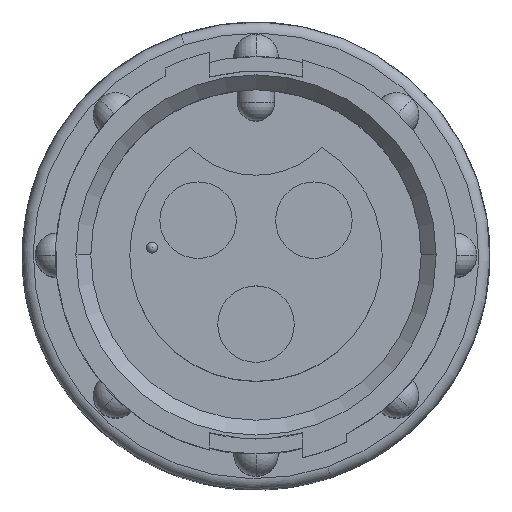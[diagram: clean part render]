
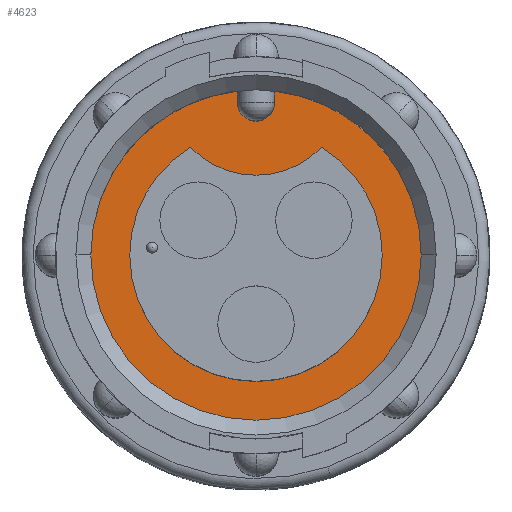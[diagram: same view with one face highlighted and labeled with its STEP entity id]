
A CAD part, top view. The second image highlights one B-rep face of the part: STEP entity #4623.
In plain terms, the highlighted planar face has unit normal (0, 0, 1).
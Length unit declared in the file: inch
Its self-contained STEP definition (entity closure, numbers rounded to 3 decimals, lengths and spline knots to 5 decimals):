
#210 = CARTESIAN_POINT ( 'NONE',  ( 0., 0., -0.27 ) ) ;
#214 = DIRECTION ( 'NONE',  ( 0., 0., 1. ) ) ;
#215 = DIRECTION ( 'NONE',  ( 1., 0., 0. ) ) ;
#972 = CARTESIAN_POINT ( 'NONE',  ( 0., 0.2055, -0.27 ) ) ;
#976 = DIRECTION ( 'NONE',  ( 0., 0., -1. ) ) ;
#977 = DIRECTION ( 'NONE',  ( 1., 0., 0. ) ) ;
#978 = CARTESIAN_POINT ( 'NONE',  ( 0., 0., -0.27 ) ) ;
#985 = LINE ( 'NONE', #986, #5655 ) ;
#986 = CARTESIAN_POINT ( 'NONE',  ( 0.025, 0.22109, -0.27 ) ) ;
#987 = DIRECTION ( 'NONE',  ( 0., -1., 0. ) ) ;
#991 = DIRECTION ( 'NONE',  ( 0., 0., 1. ) ) ;
#992 = DIRECTION ( 'NONE',  ( 1., 0., 0. ) ) ;
#993 = CARTESIAN_POINT ( 'NONE',  ( 0., 0., -0.27 ) ) ;
#997 = DIRECTION ( 'NONE',  ( 0., 0., 1. ) ) ;
#998 = DIRECTION ( 'NONE',  ( 1., 0., 0. ) ) ;
#1000 = LINE ( 'NONE', #1001, #5661 ) ;
#1001 = CARTESIAN_POINT ( 'NONE',  ( -0.025, 0.2055, -0.27 ) ) ;
#1002 = DIRECTION ( 'NONE',  ( 0., 1., 0. ) ) ;
#2141 = CARTESIAN_POINT ( 'NONE',  ( 0., 0., -0.27 ) ) ;
#2142 = DIRECTION ( 'NONE',  ( 0., 0., 1. ) ) ;
#2143 = DIRECTION ( 'NONE',  ( 1., 0., 0. ) ) ;
#2144 = CARTESIAN_POINT ( 'NONE',  ( 0., 0.2295, -0.27 ) ) ;
#2145 = DIRECTION ( 'NONE',  ( 0., 0., -1. ) ) ;
#2146 = DIRECTION ( 'NONE',  ( 1., 0., 0. ) ) ;
#2397 = AXIS2_PLACEMENT_3D ( 'NONE', #2141, #2142, #2143 ) ;
#2412 = AXIS2_PLACEMENT_3D ( 'NONE', #2144, #2145, #2146 ) ;
#2621 = AXIS2_PLACEMENT_3D ( 'NONE', #3827, #3828, #3829 ) ;
#2629 = AXIS2_PLACEMENT_3D ( 'NONE', #3928, #3938, #3939 ) ;
#2663 = CIRCLE ( 'NONE', #5649, 0.2225 ) ;
#2665 = CIRCLE ( 'NONE', #5651, 0.025 ) ;
#2668 = CIRCLE ( 'NONE', #5644, 0.2225 ) ;
#3827 = CARTESIAN_POINT ( 'NONE',  ( 0., 0., -0.27 ) ) ;
#3828 = DIRECTION ( 'NONE',  ( 0., 0., 1. ) ) ;
#3829 = DIRECTION ( 'NONE',  ( 1., 0., 0. ) ) ;
#3841 = CIRCLE ( 'NONE', #2397, 0.17 ) ;
#3843 = CIRCLE ( 'NONE', #2412, 0.122 ) ;
#3894 = CIRCLE ( 'NONE', #2621, 0.17 ) ;
#3898 = CIRCLE ( 'NONE', #2629, 0.17 ) ;
#3928 = CARTESIAN_POINT ( 'NONE',  ( 0., 0., -0.27 ) ) ;
#3938 = DIRECTION ( 'NONE',  ( 0., 0., 1. ) ) ;
#3939 = DIRECTION ( 'NONE',  ( 1., 0., 0. ) ) ;
#3994 = CARTESIAN_POINT ( 'NONE',  ( 0.2225, 0., -0.27 ) ) ;
#4007 = CARTESIAN_POINT ( 'NONE',  ( 0.17, 0., -0.27 ) ) ;
#4102 = CARTESIAN_POINT ( 'NONE',  ( -0.08827, 0.14529, -0.27 ) ) ;
#4146 = CARTESIAN_POINT ( 'NONE',  ( -0.17, 0., -0.27 ) ) ;
#4177 = CARTESIAN_POINT ( 'NONE',  ( -0.2225, 0., -0.27 ) ) ;
#4199 = CARTESIAN_POINT ( 'NONE',  ( 0.08827, 0.14529, -0.27 ) ) ;
#4334 = CARTESIAN_POINT ( 'NONE',  ( -0.025, 0.2055, -0.27 ) ) ;
#4337 = CARTESIAN_POINT ( 'NONE',  ( 0.025, 0.2055, -0.27 ) ) ;
#4362 = VERTEX_POINT ( 'NONE', #4334 ) ;
#4500 = VERTEX_POINT ( 'NONE', #4337 ) ;
#4508 = VERTEX_POINT ( 'NONE', #6805 ) ;
#4513 = VERTEX_POINT ( 'NONE', #6807 ) ;
#4623 = ADVANCED_FACE ( 'NONE', ( #5413, #5418 ), #8949, .T. ) ;
#4680 = EDGE_CURVE ( 'NONE', #5966, #5742, #5181, .T. ) ;
#4877 = EDGE_CURVE ( 'NONE', #4500, #4362, #2665, .T. ) ;
#4880 = EDGE_CURVE ( 'NONE', #4513, #4500, #985, .T. ) ;
#4882 = EDGE_CURVE ( 'NONE', #4508, #5966, #2663, .T. ) ;
#4884 = EDGE_CURVE ( 'NONE', #5742, #4513, #2668, .T. ) ;
#4885 = EDGE_CURVE ( 'NONE', #4362, #4508, #1000, .T. ) ;
#5029 = EDGE_CURVE ( 'NONE', #5756, #5988, #3841, .T. ) ;
#5030 = EDGE_CURVE ( 'NONE', #5988, #5872, #3843, .T. ) ;
#5129 = EDGE_CURVE ( 'NONE', #5872, #5923, #3894, .T. ) ;
#5139 = EDGE_CURVE ( 'NONE', #5923, #5756, #3898, .T. ) ;
#5181 = CIRCLE ( 'NONE', #5485, 0.2225 ) ;
#5413 = FACE_OUTER_BOUND ( 'NONE', #6054, .T. ) ;
#5418 = FACE_BOUND ( 'NONE', #6056, .T. ) ;
#5420 = AXIS2_PLACEMENT_3D ( 'NONE', #8950, #8951, #8952 ) ;
#5485 = AXIS2_PLACEMENT_3D ( 'NONE', #210, #214, #215 ) ;
#5644 = AXIS2_PLACEMENT_3D ( 'NONE', #993, #997, #998 ) ;
#5649 = AXIS2_PLACEMENT_3D ( 'NONE', #978, #991, #992 ) ;
#5651 = AXIS2_PLACEMENT_3D ( 'NONE', #972, #976, #977 ) ;
#5655 = VECTOR ( 'NONE', #987, 39.37008 ) ;
#5661 = VECTOR ( 'NONE', #1002, 39.37008 ) ;
#5742 = VERTEX_POINT ( 'NONE', #3994 ) ;
#5756 = VERTEX_POINT ( 'NONE', #4007 ) ;
#5872 = VERTEX_POINT ( 'NONE', #4102 ) ;
#5923 = VERTEX_POINT ( 'NONE', #4146 ) ;
#5966 = VERTEX_POINT ( 'NONE', #4177 ) ;
#5988 = VERTEX_POINT ( 'NONE', #4199 ) ;
#6054 = EDGE_LOOP ( 'NONE', ( #6727, #6748, #6738, #6721, #6742, #6740 ) ) ;
#6056 = EDGE_LOOP ( 'NONE', ( #6731, #6749, #6746, #6702 ) ) ;
#6702 = ORIENTED_EDGE ( 'NONE', *, *, #5129, .F. ) ;
#6721 = ORIENTED_EDGE ( 'NONE', *, *, #4680, .T. ) ;
#6727 = ORIENTED_EDGE ( 'NONE', *, *, #4877, .T. ) ;
#6731 = ORIENTED_EDGE ( 'NONE', *, *, #5030, .F. ) ;
#6738 = ORIENTED_EDGE ( 'NONE', *, *, #4882, .T. ) ;
#6740 = ORIENTED_EDGE ( 'NONE', *, *, #4880, .T. ) ;
#6742 = ORIENTED_EDGE ( 'NONE', *, *, #4884, .T. ) ;
#6746 = ORIENTED_EDGE ( 'NONE', *, *, #5139, .F. ) ;
#6748 = ORIENTED_EDGE ( 'NONE', *, *, #4885, .T. ) ;
#6749 = ORIENTED_EDGE ( 'NONE', *, *, #5029, .F. ) ;
#6805 = CARTESIAN_POINT ( 'NONE',  ( -0.025, 0.22109, -0.27 ) ) ;
#6807 = CARTESIAN_POINT ( 'NONE',  ( 0.025, 0.22109, -0.27 ) ) ;
#8949 = PLANE ( 'NONE',  #5420 ) ;
#8950 = CARTESIAN_POINT ( 'NONE',  ( 0., 0.2055, -0.27 ) ) ;
#8951 = DIRECTION ( 'NONE',  ( 0., 0., 1. ) ) ;
#8952 = DIRECTION ( 'NONE',  ( 1., 0., 0. ) ) ;
